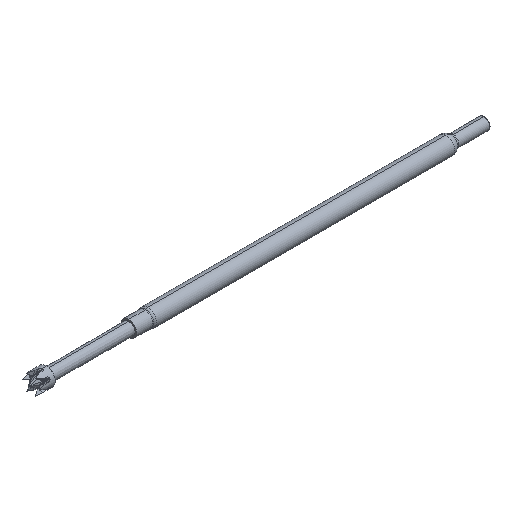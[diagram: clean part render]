
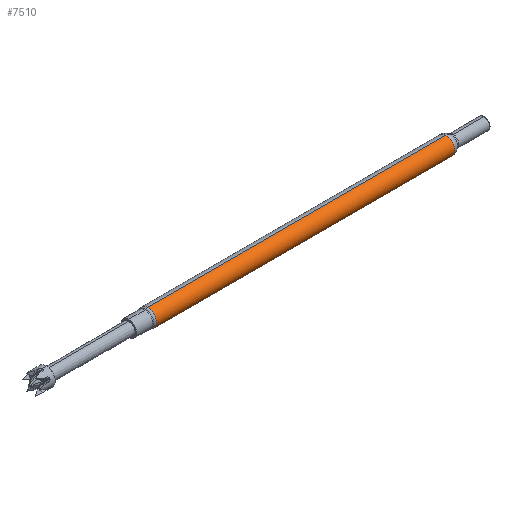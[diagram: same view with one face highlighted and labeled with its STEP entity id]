
A CAD part, isometric view. The second image highlights one B-rep face of the part: STEP entity #7510.
In plain terms, the highlighted cylindrical face has radius 0.683 mm (diameter 1.367 mm), a partial arc.
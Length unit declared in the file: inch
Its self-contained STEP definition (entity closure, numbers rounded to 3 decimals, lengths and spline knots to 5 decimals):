
#60 = CIRCLE ( 'NONE', #23240, 0.0269 ) ;
#599 = DIRECTION ( 'NONE',  ( -1., 0., 0. ) ) ;
#1024 = DIRECTION ( 'NONE',  ( 0., 0., 1. ) ) ;
#1154 = DIRECTION ( 'NONE',  ( -1., 0., 0. ) ) ;
#1873 = CARTESIAN_POINT ( 'NONE',  ( 0., 0., -0.0269 ) ) ;
#2257 = DIRECTION ( 'NONE',  ( -1., 0., 0. ) ) ;
#3790 = LINE ( 'NONE', #1873, #4596 ) ;
#4065 = ORIENTED_EDGE ( 'NONE', *, *, #17638, .T. ) ;
#4596 = VECTOR ( 'NONE', #2257, 39.37008 ) ;
#4725 = CYLINDRICAL_SURFACE ( 'NONE', #6369, 0.0269 ) ;
#5969 = VERTEX_POINT ( 'NONE', #11682 ) ;
#6369 = AXIS2_PLACEMENT_3D ( 'NONE', #8653, #1154, #1024 ) ;
#7510 = ADVANCED_FACE ( 'NONE', ( #10568 ), #4725, .T. ) ;
#8256 = DIRECTION ( 'NONE',  ( 1., 0., 0. ) ) ;
#8377 = DIRECTION ( 'NONE',  ( 0., 0., -1. ) ) ;
#8416 = CARTESIAN_POINT ( 'NONE',  ( 0.05807, 0., -0.0269 ) ) ;
#8597 = DIRECTION ( 'NONE',  ( 0., 0., 1. ) ) ;
#8653 = CARTESIAN_POINT ( 'NONE',  ( 0., 0., 0. ) ) ;
#9449 = VECTOR ( 'NONE', #9700, 39.37008 ) ;
#9700 = DIRECTION ( 'NONE',  ( -1., 0., 0. ) ) ;
#10568 = FACE_OUTER_BOUND ( 'NONE', #14476, .T. ) ;
#11075 = CIRCLE ( 'NONE', #22873, 0.0269 ) ;
#11537 = EDGE_CURVE ( 'NONE', #15972, #5969, #19002, .T. ) ;
#11611 = CARTESIAN_POINT ( 'NONE',  ( 0.98, 0., 0.0269 ) ) ;
#11682 = CARTESIAN_POINT ( 'NONE',  ( 0.05807, 0., 0.0269 ) ) ;
#11863 = EDGE_CURVE ( 'NONE', #15778, #21284, #3790, .T. ) ;
#12085 = CARTESIAN_POINT ( 'NONE',  ( 0.05807, 0., 0. ) ) ;
#13277 = CARTESIAN_POINT ( 'NONE',  ( 0., 0., 0.0269 ) ) ;
#14476 = EDGE_LOOP ( 'NONE', ( #20618, #4065, #16335, #22372 ) ) ;
#15778 = VERTEX_POINT ( 'NONE', #17644 ) ;
#15972 = VERTEX_POINT ( 'NONE', #11611 ) ;
#16234 = EDGE_CURVE ( 'NONE', #5969, #21284, #11075, .T. ) ;
#16335 = ORIENTED_EDGE ( 'NONE', *, *, #11537, .T. ) ;
#17638 = EDGE_CURVE ( 'NONE', #15778, #15972, #60, .T. ) ;
#17644 = CARTESIAN_POINT ( 'NONE',  ( 0.98, 0., -0.0269 ) ) ;
#18281 = CARTESIAN_POINT ( 'NONE',  ( 0.98, 0., 0. ) ) ;
#19002 = LINE ( 'NONE', #13277, #9449 ) ;
#20618 = ORIENTED_EDGE ( 'NONE', *, *, #11863, .F. ) ;
#21284 = VERTEX_POINT ( 'NONE', #8416 ) ;
#22372 = ORIENTED_EDGE ( 'NONE', *, *, #16234, .T. ) ;
#22873 = AXIS2_PLACEMENT_3D ( 'NONE', #12085, #8256, #8377 ) ;
#23240 = AXIS2_PLACEMENT_3D ( 'NONE', #18281, #599, #8597 ) ;
